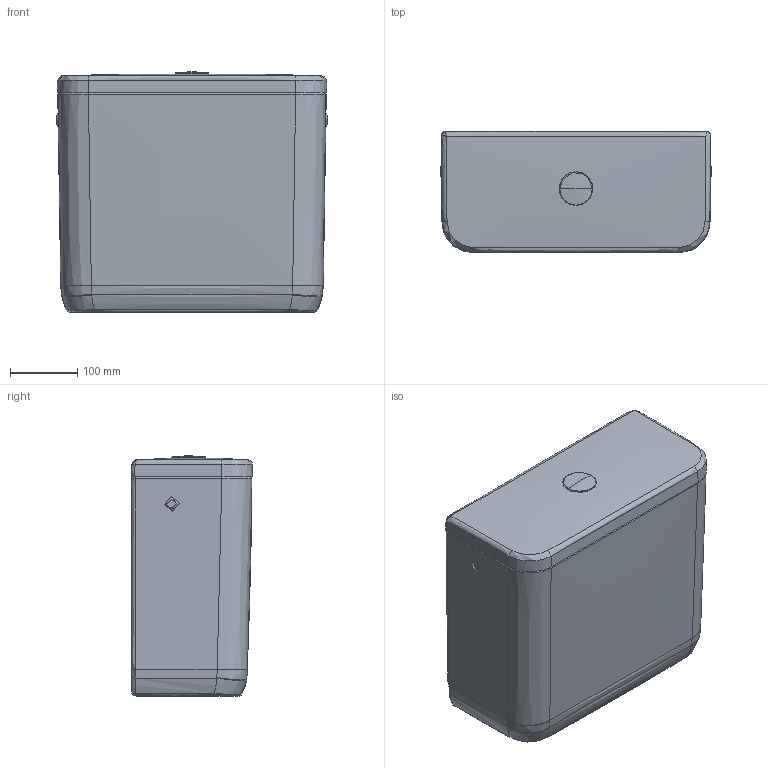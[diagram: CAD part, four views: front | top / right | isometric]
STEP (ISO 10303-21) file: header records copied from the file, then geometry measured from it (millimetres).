
FILE_DESCRIPTION(/* description */ (''),/* implementation_level */ '2;1');
FILE_NAME(/* name */ '094700',/* time_stamp */ '2023-03-13T15:21:25+01:00',/* author */ (''),/* organization */ (''),/* preprocessor_version */ 'ST-DEVELOPER v15',/* originating_system */ '',/* authorisation */ '');
FILE_SCHEMA (('AUTOMOTIVE_DESIGN'));
Length unit declared in the file: millimetre
Products named in the file (1): Document
Bounding box: 401.52 x 179.82 x 356.39 mm (x, y, z)
Volume: 5400310.9 mm3; surface area: 961331.1 mm2
Topology: 5 solids, 5 shells, 318 faces, 754 edges, 443 vertices
Faces by surface type: bspline 259, plane 59
Entity records: 25587 total; most frequent: CARTESIAN_POINT 20933, ORIENTED_EDGE 1488, EDGE_CURVE 744, B_SPLINE_CURVE_WITH_KNOTS 624, VERTEX_POINT 443, EDGE_LOOP 327, ADVANCED_FACE 318, FACE_OUTER_BOUND 318
